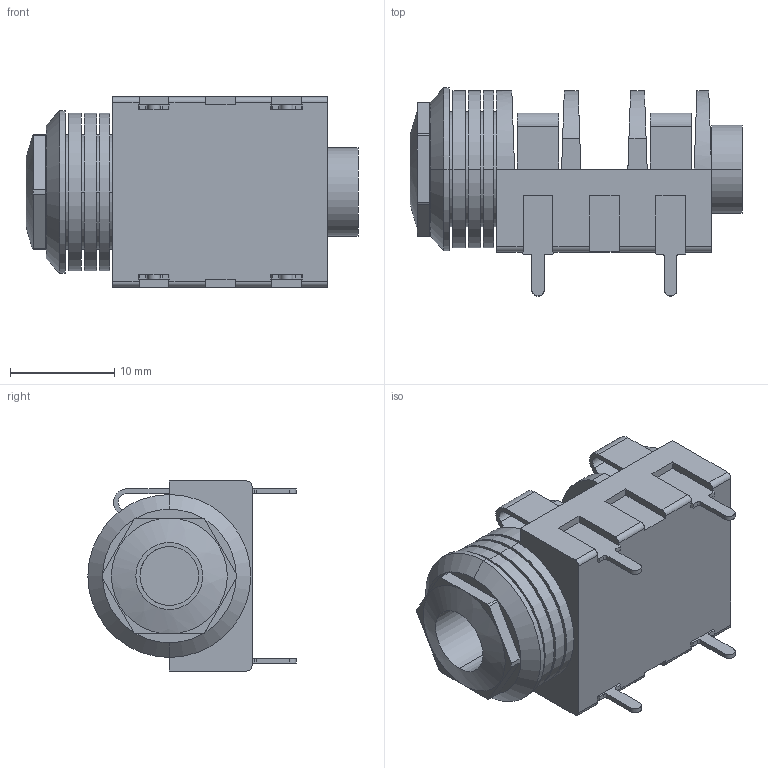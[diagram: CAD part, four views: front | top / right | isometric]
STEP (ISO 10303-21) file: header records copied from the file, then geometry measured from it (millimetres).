
FILE_DESCRIPTION (( 'STEP AP214' ), '1' );
FILE_NAME ('NMJ4HCD2.STEP', '2021-08-04T08:56:47', ( '' ), ( '' ), 'SwSTEP 2.0', 'SolidWorks 2018', '' );
FILE_SCHEMA (( 'AUTOMOTIVE_DESIGN' ));
Length unit declared in the file: millimetre
Products named in the file (2): NMJ4HCD2
Bounding box: 31.79 x 19.94 x 18.2 mm (x, y, z)
Volume: 4324.9 mm3; surface area: 4384.2 mm2
Topology: 5 solids, 5 shells, 178 faces, 483 edges, 318 vertices
Faces by surface type: plane 106, cylinder 67, cone 4, sphere 1
Entity records: 7675 total; most frequent: CARTESIAN_POINT 1038, ORIENTED_EDGE 966, DIRECTION 957, EDGE_CURVE 483, LINE 331, VECTOR 331, VERTEX_POINT 318, AXIS2_PLACEMENT_3D 313
